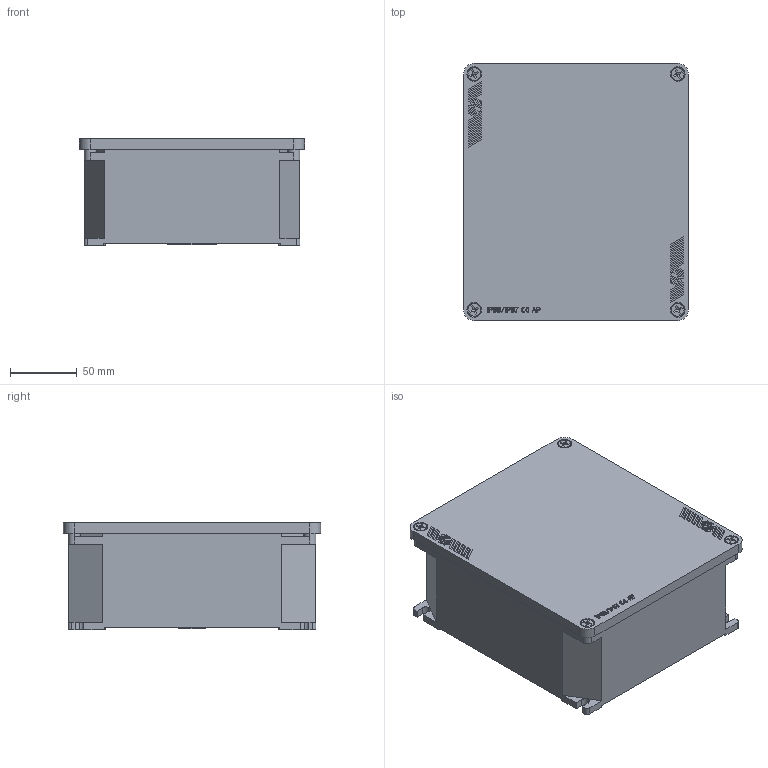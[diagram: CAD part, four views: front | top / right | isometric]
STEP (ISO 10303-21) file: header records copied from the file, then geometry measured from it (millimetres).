
FILE_DESCRIPTION(('CoCreate Modeling STEP Export'),'2;1');
FILE_NAME('APV_14.stp','2009-10-21T11:45:11',(''),(''),'CoCreate Modeling STEP processor for AP214 (Solid Model)','CoCreate Modeling 16.00A 16-Aug-2008 (C) Parametric Technology GmbH','');
FILE_SCHEMA(('AUTOMOTIVE_DESIGN { 1 0 10303 214 1 1 1 1 }'));
Length unit declared in the file: millimetre
Products named in the file (4): CASSETTA; COPERCHIO; VITE_PE_M5X16; APV_14
Assembly tree (6 placements, depth 2):
  APV_14
    VITE_PE_M5X16  x4
    COPERCHIO
    CASSETTA
Bounding box: 168 x 192 x 80.4 mm (x, y, z)
Volume: 360657.5 mm3; surface area: 231343.8 mm2
Topology: 6 solids, 6 shells, 1324 faces, 3587 edges, 2373 vertices
Faces by surface type: plane 1054, cylinder 226, cone 28, torus 16
Entity records: 47124 total; most frequent: CARTESIAN_POINT 6867, ORIENTED_EDGE 6678, DIRECTION 5779, EDGE_CURVE 3339, VECTOR 2885, LINE 2885, VERTEX_POINT 2220, AXIS2_PLACEMENT_3D 1447
